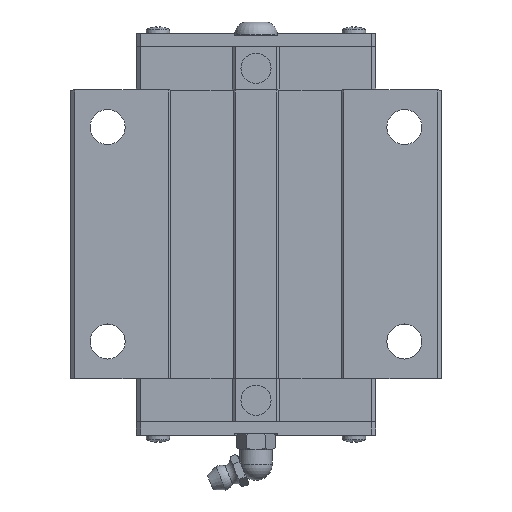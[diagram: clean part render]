
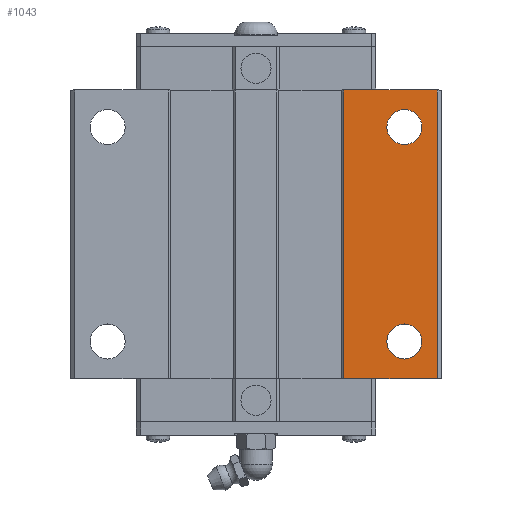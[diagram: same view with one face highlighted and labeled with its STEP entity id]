
A CAD part, top view. The second image highlights one B-rep face of the part: STEP entity #1043.
In plain terms, the highlighted planar face has unit normal (0, 0, 1).
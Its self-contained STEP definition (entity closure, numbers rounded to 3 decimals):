
#1043=ADVANCED_FACE('',(#2153,#2154,#2155),#2156,.T.);
#2153=FACE_OUTER_BOUND('',#3335,.T.);
#2154=FACE_BOUND('',#3336,.T.);
#2155=FACE_BOUND('',#3337,.T.);
#2156=PLANE('',#3338);
#3335=EDGE_LOOP('',(#6581,#6582,#6583,#6584));
#3336=EDGE_LOOP('',(#6585,#6586));
#3337=EDGE_LOOP('',(#6587,#6588));
#3338=AXIS2_PLACEMENT_3D('',#6589,#6590,#6591);
#6581=ORIENTED_EDGE('',*,*,#8375,.T.);
#6582=ORIENTED_EDGE('',*,*,#8304,.T.);
#6583=ORIENTED_EDGE('',*,*,#8381,.F.);
#6584=ORIENTED_EDGE('',*,*,#8356,.T.);
#6585=ORIENTED_EDGE('',*,*,#7172,.T.);
#6586=ORIENTED_EDGE('',*,*,#8382,.T.);
#6587=ORIENTED_EDGE('',*,*,#7167,.T.);
#6588=ORIENTED_EDGE('',*,*,#8383,.T.);
#6589=CARTESIAN_POINT('',(0.0,83.701,42.0));
#6590=DIRECTION('',(0.0,0.0,1.0));
#6591=DIRECTION('',(-1.0,0.0,0.0));
#7167=EDGE_CURVE('',#8594,#8600,#8602,.T.);
#7172=EDGE_CURVE('',#8605,#8609,#8611,.T.);
#8304=EDGE_CURVE('',#10294,#10292,#10295,.T.);
#8356=EDGE_CURVE('',#10384,#10382,#10385,.T.);
#8375=EDGE_CURVE('',#10382,#10294,#10408,.T.);
#8381=EDGE_CURVE('',#10384,#10292,#10414,.T.);
#8382=EDGE_CURVE('',#8609,#8605,#10415,.T.);
#8383=EDGE_CURVE('',#8600,#8594,#10416,.T.);
#8594=VERTEX_POINT('',#10687);
#8600=VERTEX_POINT('',#10694);
#8602=CIRCLE('',#10697,4.25);
#8605=VERTEX_POINT('',#10700);
#8609=VERTEX_POINT('',#10705);
#8611=CIRCLE('',#10708,4.25);
#10292=VERTEX_POINT('',#14005);
#10294=VERTEX_POINT('',#14008);
#10295=LINE('',#14009,#14010);
#10382=VERTEX_POINT('',#14139);
#10384=VERTEX_POINT('',#14142);
#10385=LINE('',#14143,#14144);
#10408=LINE('',#14179,#14180);
#10414=LINE('',#14188,#14189);
#10415=CIRCLE('',#14190,4.25);
#10416=CIRCLE('',#14191,4.25);
#10687=CARTESIAN_POINT('',(40.25,22.701,42.0));
#10694=CARTESIAN_POINT('',(31.75,22.701,42.0));
#10697=AXIS2_PLACEMENT_3D('',#14531,#14532,#14533);
#10700=CARTESIAN_POINT('',(40.25,74.701,42.0));
#10705=CARTESIAN_POINT('',(31.75,74.701,42.0));
#10708=AXIS2_PLACEMENT_3D('',#14539,#14540,#14541);
#14005=CARTESIAN_POINT('',(44.0,13.701,42.0));
#14008=CARTESIAN_POINT('',(21.25,13.701,42.0));
#14009=CARTESIAN_POINT('',(44.0,13.701,42.0));
#14010=VECTOR('',#15651,1.0);
#14139=CARTESIAN_POINT('',(21.25,83.701,42.0));
#14142=CARTESIAN_POINT('',(44.0,83.701,42.0));
#14143=CARTESIAN_POINT('',(44.0,83.701,42.0));
#14144=VECTOR('',#15701,1.0);
#14179=CARTESIAN_POINT('',(21.25,101.201,42.0));
#14180=VECTOR('',#15714,1.0);
#14188=CARTESIAN_POINT('',(44.0,83.701,42.0));
#14189=VECTOR('',#15717,1.0);
#14190=AXIS2_PLACEMENT_3D('',#15718,#15719,#15720);
#14191=AXIS2_PLACEMENT_3D('',#15721,#15722,#15723);
#14531=CARTESIAN_POINT('',(36.0,22.701,42.0));
#14532=DIRECTION('',(0.0,0.0,-1.0));
#14533=DIRECTION('',(1.0,0.0,0.0));
#14539=CARTESIAN_POINT('',(36.0,74.701,42.0));
#14540=DIRECTION('',(0.0,0.0,-1.0));
#14541=DIRECTION('',(1.0,0.0,0.0));
#15651=DIRECTION('',(1.0,0.0,0.0));
#15701=DIRECTION('',(-1.0,0.0,0.0));
#15714=DIRECTION('',(0.0,-1.0,0.0));
#15717=DIRECTION('',(0.0,-1.0,0.0));
#15718=CARTESIAN_POINT('',(36.0,74.701,42.0));
#15719=DIRECTION('',(0.0,0.0,-1.0));
#15720=DIRECTION('',(1.0,0.0,0.0));
#15721=CARTESIAN_POINT('',(36.0,22.701,42.0));
#15722=DIRECTION('',(0.0,0.0,-1.0));
#15723=DIRECTION('',(1.0,0.0,0.0));
